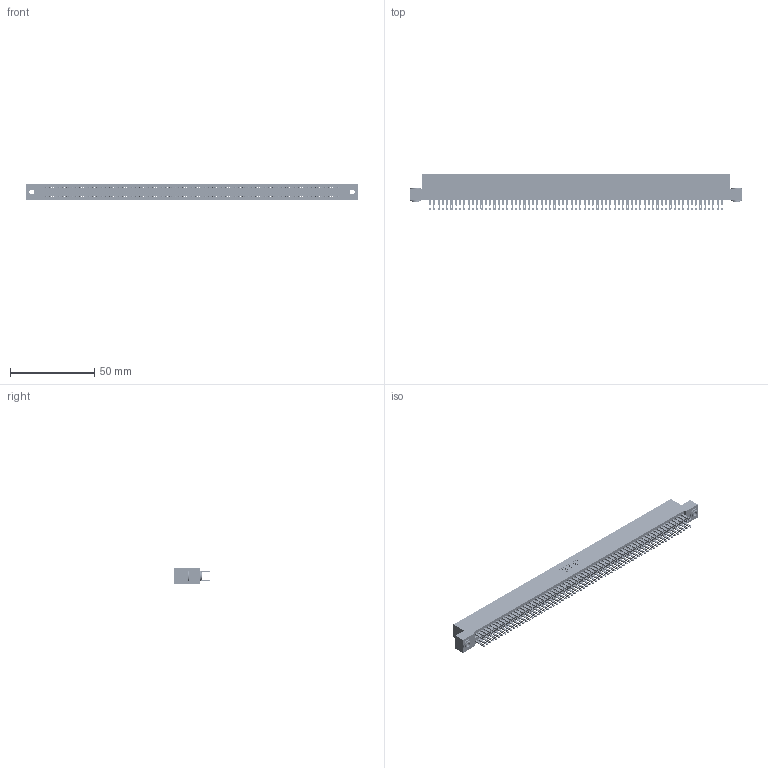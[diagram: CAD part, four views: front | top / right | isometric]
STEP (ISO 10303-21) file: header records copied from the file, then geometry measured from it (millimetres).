
FILE_DESCRIPTION (( 'STEP AP203' ), '1' );
FILE_NAME ('895-138-500-203.STEP', '2020-10-13T18:46:47', ( '' ), ( '' ), 'SwSTEP 2.0', 'SolidWorks 2020', '' );
FILE_SCHEMA (( 'CONFIG_CONTROL_DESIGN' ));
Length unit declared in the file: inch
Products named in the file (4): 895-138-500-203; 345-250-002_345-250-002-102; 845 Part_Flush Mounting Lugs - 0.156 Dia-TH; 345-292-001_345-293-100
Assembly tree (141 placements, depth 2):
  895-138-500-203
    845 Part_Flush Mounting Lugs - 0.156 Dia-TH
    345-292-001_345-293-100  x138
    345-250-002_345-250-002-102  x2
Bounding box: 196.47 x 21.51 x 9.4 mm (x, y, z)
Volume: 19776.9 mm3; surface area: 31369 mm2
Topology: 141 solids, 141 shells, 6512 faces, 19875 edges, 13246 vertices
Faces by surface type: plane 3816, cylinder 2688, cone 8
Entity records: 51084 total; most frequent: CARTESIAN_POINT 8511, ORIENTED_EDGE 8438, DIRECTION 7505, EDGE_CURVE 4219, VECTOR 3783, LINE 3783, VERTEX_POINT 2810, AXIS2_PLACEMENT_3D 1861
